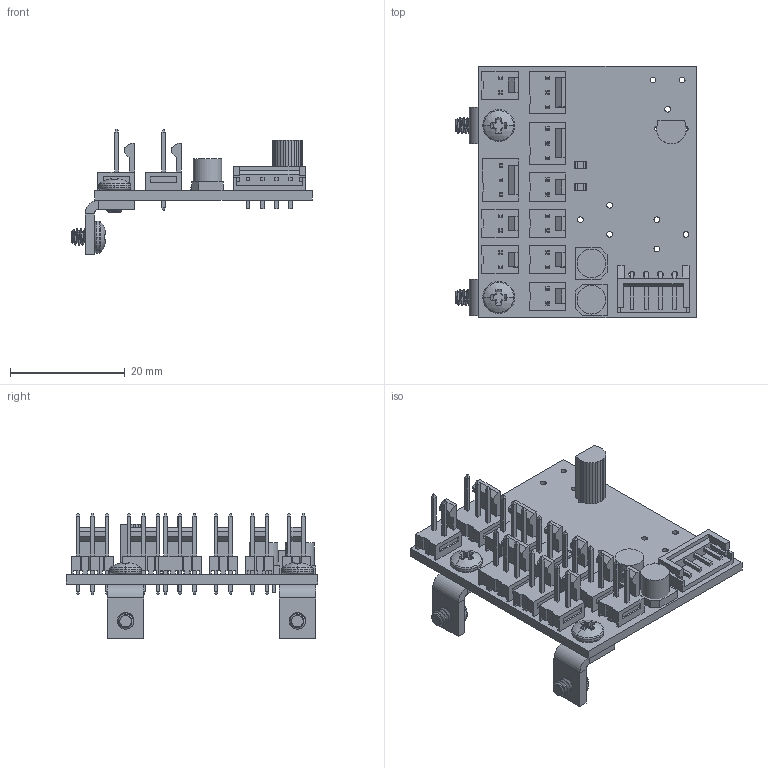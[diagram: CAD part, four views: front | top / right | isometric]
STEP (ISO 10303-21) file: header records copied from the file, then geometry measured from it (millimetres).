
FILE_DESCRIPTION(('Open CASCADE Model'),'2;1');
FILE_NAME('Open CASCADE Shape Model','2020-03-28T19:26:07',('Author'),( 'Open CASCADE'),'Open CASCADE STEP processor 6.8','Open CASCADE 6.8' ,'Unknown');
FILE_SCHEMA(('AUTOMOTIVE_DESIGN { 1 0 10303 214 1 1 1 1 }'));
Length unit declared in the file: millimetre
Products named in the file (71): PCB; Board; C2; 752661808; Cylinder; 717174816; Extruded; C1; 752661936; 717174544; Designator58; 91772A349_18-8_SS_PAN_HEAD_PHILLIPS_MACHINE_SCREW; keystone-PN621; Designator57; R25; RES0603; R24; R23; R22; R21; R20; R19; R18; R17; R16; R15; R14; R13; R12; R11; R10; R9; R8; R7; R6; R5; R4; R3; Q3; 717180392 ...
Assembly tree (112 placements, depth 4):
  PCB
    Board
    C2
      752661808
        Cylinder
      717174816
        Extruded
    C1
      752661936
        Cylinder
      717174544
        Extruded
    Designator58
      91772A349_18-8_SS_PAN_HEAD_PHILLIPS_MACHINE_SCREW  x2
      keystone-PN621
    Designator57
      91772A349_18-8_SS_PAN_HEAD_PHILLIPS_MACHINE_SCREW  x2
      keystone-PN621
    R25
      RES0603
    R24
      RES0603
    R23
      RES0603
    R22
      RES0603
    R21
      RES0603
    R20
      RES0603
    R19
      RES0603
    R18
      RES0603
    R17
      RES0603
    R16
      RES0603
    R15
      RES0603
    R14
      RES0603
    R13
      RES0603
    R12
      RES0603
    R11
      RES0603
    R10
      RES0603
    R9
      RES0603
    R8
      RES0603
    R7
      RES0603
    R6
      RES0603
    R5
      RES0603
Bounding box: 42 x 44 x 21.96 mm (x, y, z)
Volume: 5133.2 mm3; surface area: 9013.7 mm2
Topology: 151 solids, 151 shells, 2118 faces, 5026 edges, 3334 vertices
Faces by surface type: plane 1455, bspline 328, cylinder 279, cone 32, torus 16, sphere 8
Full cylindrical faces by diameter (mm): 0.77 x3, 1 x13, 1.016 x23, 3 x2, 5 x2
Entity records: 49212 total; most frequent: CARTESIAN_POINT 21590, DIRECTION 4266, ORIENTED_EDGE 2714, PCURVE 2714, DEFINITIONAL_REPRESENTATION 2714, LINE 2602, VECTOR 2602, EDGE_CURVE 1357
